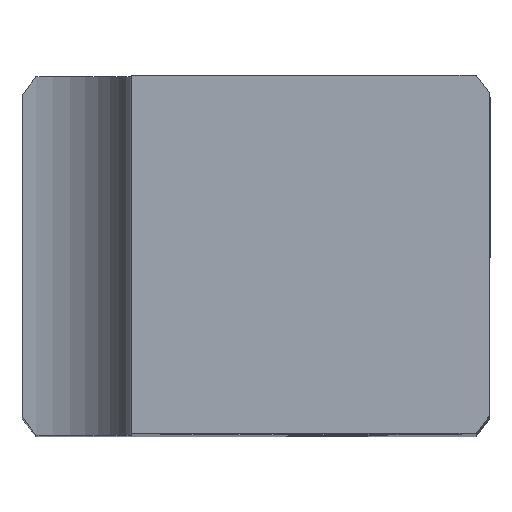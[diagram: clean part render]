
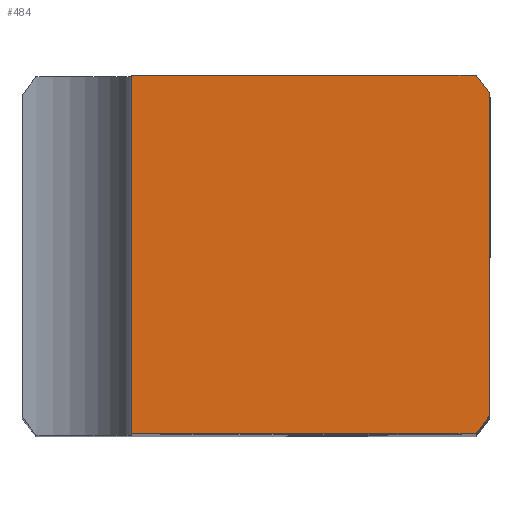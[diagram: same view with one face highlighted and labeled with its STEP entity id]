
A CAD part, top view. The second image highlights one B-rep face of the part: STEP entity #484.
In plain terms, the highlighted planar face has unit normal (0, 0, 1).
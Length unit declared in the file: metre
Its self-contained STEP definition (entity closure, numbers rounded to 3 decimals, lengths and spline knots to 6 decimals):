
#484=ADVANCED_FACE('0:7823',(#1094),#1095,.T.);
#1094=FACE_OUTER_BOUND('',#1821,.T.);
#1095=PLANE('',#1822);
#1821=EDGE_LOOP('',(#3413,#3414,#3415,#3416,#3417,#3418));
#1822=AXIS2_PLACEMENT_3D('',#3419,#3420,#3421);
#3413=ORIENTED_EDGE('',*,*,#5053,.T.);
#3414=ORIENTED_EDGE('',*,*,#4456,.F.);
#3415=ORIENTED_EDGE('',*,*,#5054,.T.);
#3416=ORIENTED_EDGE('',*,*,#4887,.T.);
#3417=ORIENTED_EDGE('',*,*,#4911,.T.);
#3418=ORIENTED_EDGE('',*,*,#4528,.T.);
#3419=CARTESIAN_POINT('',(-0.009925,0.017995,0.09743));
#3420=DIRECTION('',(0.,0.,1.0));
#3421=DIRECTION('',(1.0,0.,0.));
#4456=EDGE_CURVE('0:9347',#5265,#5260,#5267,.T.);
#4528=EDGE_CURVE('0:8066',#5398,#5396,#5399,.T.);
#4887=EDGE_CURVE('0:9335',#6000,#5998,#6001,.T.);
#4911=EDGE_CURVE('0:9353',#5998,#5398,#6032,.T.);
#5053=EDGE_CURVE('0:9344',#5396,#5260,#6216,.T.);
#5054=EDGE_CURVE('0:9350',#5265,#6000,#6217,.T.);
#5260=VERTEX_POINT('',#6445);
#5265=VERTEX_POINT('',#6452);
#5267=LINE('',#6455,#6456);
#5396=VERTEX_POINT('',#6697);
#5398=VERTEX_POINT('',#6700);
#5399=LINE('',#6701,#6702);
#5998=VERTEX_POINT('',#7835);
#6000=VERTEX_POINT('',#7838);
#6001=LINE('',#7839,#7840);
#6032=LINE('',#7898,#7899);
#6216=CIRCLE('',#8217,0.0285);
#6217=CIRCLE('',#8218,0.0285);
#6445=CARTESIAN_POINT('',(0.008075,-0.016129,0.09743));
#6452=CARTESIAN_POINT('',(0.008075,0.01612,0.09743));
#6455=CARTESIAN_POINT('',(0.008075,0.017995,0.09743));
#6456=VECTOR('',#8558,0.);
#6697=CARTESIAN_POINT('',(0.006671,-0.018005,0.09743));
#6700=CARTESIAN_POINT('',(-0.027925,-0.018005,0.09743));
#6701=CARTESIAN_POINT('',(0.008075,-0.018005,0.09743));
#6702=VECTOR('',#8624,0.);
#7835=CARTESIAN_POINT('',(-0.027925,0.017995,0.09743));
#7838=CARTESIAN_POINT('',(0.006671,0.017995,0.09743));
#7839=CARTESIAN_POINT('',(0.008075,0.017995,0.09743));
#7840=VECTOR('',#8934,0.);
#7898=CARTESIAN_POINT('',(-0.027925,0.017995,0.09743));
#7899=VECTOR('',#8951,0.);
#8217=AXIS2_PLACEMENT_3D('',#9073,#9074,#9075);
#8218=AXIS2_PLACEMENT_3D('',#9076,#9077,#9078);
#8558=DIRECTION('',(0.,-1.0,0.));
#8624=DIRECTION('',(1.0,0.,0.));
#8934=DIRECTION('',(-1.0,0.,0.));
#8951=DIRECTION('',(0.,-1.0,0.));
#9073=CARTESIAN_POINT('',(-0.015425,-0.000005,0.09743));
#9074=DIRECTION('',(0.,0.,1.0));
#9075=DIRECTION('',(-1.0,0.,0.));
#9076=CARTESIAN_POINT('',(-0.015425,-0.000005,0.09743));
#9077=DIRECTION('',(0.,0.,1.0));
#9078=DIRECTION('',(-1.0,0.,0.));
